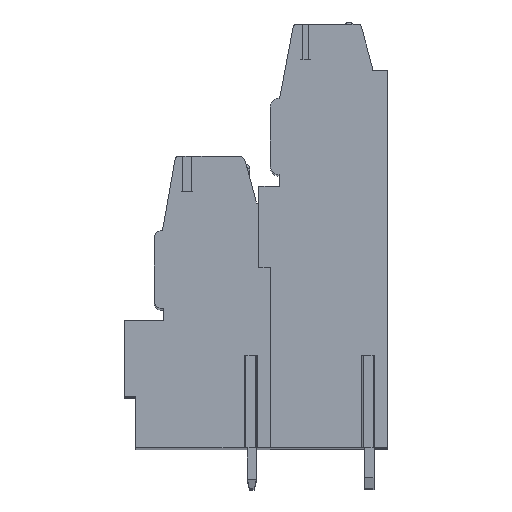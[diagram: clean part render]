
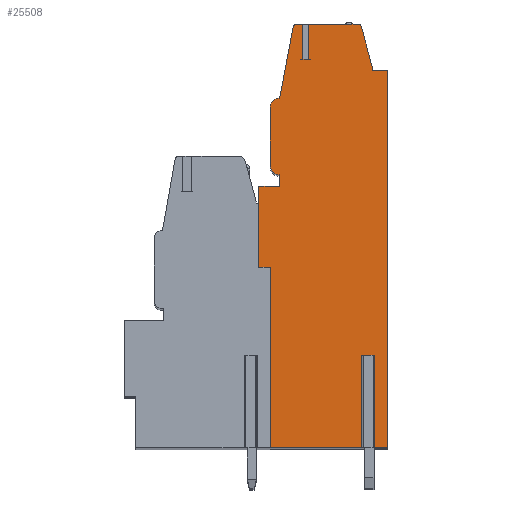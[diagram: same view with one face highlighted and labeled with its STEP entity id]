
A CAD part, top view. The second image highlights one B-rep face of the part: STEP entity #25508.
In plain terms, the highlighted planar face has unit normal (0, 0, 1).
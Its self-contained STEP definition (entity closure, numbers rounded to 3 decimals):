
#13=DIRECTION('',(0.,1.,0.));
#14=VECTOR('',#13,15.6);
#15=CARTESIAN_POINT('',(1.,-19.1,88.9));
#16=LINE('',#15,#14);
#17=DIRECTION('',(1.,0.,0.));
#18=VECTOR('',#17,1.);
#19=CARTESIAN_POINT('',(0.,-3.5,88.9));
#20=LINE('',#19,#18);
#21=DIRECTION('',(-1.,0.,0.));
#22=VECTOR('',#21,1.8);
#23=CARTESIAN_POINT('',(1.8,3.5,88.9));
#24=LINE('',#23,#22);
#25=DIRECTION('',(0.,-1.,0.));
#26=VECTOR('',#25,1.);
#27=CARTESIAN_POINT('',(1.8,4.5,88.9));
#28=LINE('',#27,#26);
#29=CARTESIAN_POINT('',(1.8,5.3,88.9));
#30=DIRECTION('',(0.,0.,1.));
#31=DIRECTION('',(-1.,0.,0.));
#32=AXIS2_PLACEMENT_3D('',#29,#30,#31);
#34=DIRECTION('',(0.,-1.,0.));
#35=VECTOR('',#34,5.);
#36=CARTESIAN_POINT('',(1.,10.3,88.9));
#37=LINE('',#36,#35);
#38=CARTESIAN_POINT('',(1.8,10.3,88.9));
#39=DIRECTION('',(0.,0.,1.));
#40=DIRECTION('',(0.,1.,0.));
#41=AXIS2_PLACEMENT_3D('',#38,#39,#40);
#43=DIRECTION('',(-0.186,-0.983,0.));
#44=VECTOR('',#43,6.265);
#45=CARTESIAN_POINT('',(2.964,17.256,88.9));
#46=LINE('',#45,#44);
#47=CARTESIAN_POINT('',(3.259,17.2,88.9));
#48=DIRECTION('',(0.,0.,1.));
#49=DIRECTION('',(0.,1.,0.));
#50=AXIS2_PLACEMENT_3D('',#47,#48,#49);
#52=DIRECTION('',(-1.,0.,0.));
#53=VECTOR('',#52,0.551);
#54=CARTESIAN_POINT('',(3.81,17.5,88.9));
#55=LINE('',#54,#53);
#56=DIRECTION('',(0.,-1.,0.));
#57=VECTOR('',#56,3.05);
#58=CARTESIAN_POINT('',(3.81,17.5,88.9));
#59=LINE('',#58,#57);
#60=DIRECTION('',(1.,0.,0.));
#61=VECTOR('',#60,0.5);
#62=CARTESIAN_POINT('',(3.81,14.45,88.9));
#63=LINE('',#62,#61);
#64=DIRECTION('',(0.,-1.,0.));
#65=VECTOR('',#64,3.05);
#66=CARTESIAN_POINT('',(4.31,17.5,88.9));
#67=LINE('',#66,#65);
#68=DIRECTION('',(-1.,0.,0.));
#69=VECTOR('',#68,4.27);
#70=CARTESIAN_POINT('',(8.58,17.5,88.9));
#71=LINE('',#70,#69);
#72=CARTESIAN_POINT('',(8.58,17.2,88.9));
#73=DIRECTION('',(0.,0.,1.));
#74=DIRECTION('',(0.965,0.261,0.));
#75=AXIS2_PLACEMENT_3D('',#72,#73,#74);
#77=DIRECTION('',(-0.261,0.965,0.));
#78=VECTOR('',#77,3.539);
#79=CARTESIAN_POINT('',(9.792,13.861,88.9));
#80=LINE('',#79,#78);
#81=DIRECTION('',(-0.035,0.999,0.));
#82=VECTOR('',#81,0.361);
#83=CARTESIAN_POINT('',(9.805,13.5,88.9));
#84=LINE('',#83,#82);
#85=DIRECTION('',(-1.,0.,0.));
#86=VECTOR('',#85,1.355);
#87=CARTESIAN_POINT('',(11.16,13.5,88.9));
#88=LINE('',#87,#86);
#89=DIRECTION('',(0.,1.,0.));
#90=VECTOR('',#89,32.6);
#91=CARTESIAN_POINT('',(11.16,-19.1,88.9));
#92=LINE('',#91,#90);
#93=DIRECTION('',(1.,0.,0.));
#94=VECTOR('',#93,1.39);
#95=CARTESIAN_POINT('',(9.77,-19.1,88.9));
#96=LINE('',#95,#94);
#97=DIRECTION('',(0.,1.,0.));
#98=VECTOR('',#97,8.);
#99=CARTESIAN_POINT('',(9.77,-19.1,88.9));
#100=LINE('',#99,#98);
#101=DIRECTION('',(-1.,0.,0.));
#102=VECTOR('',#101,0.62);
#103=CARTESIAN_POINT('',(9.77,-11.1,88.9));
#104=LINE('',#103,#102);
#105=DIRECTION('',(0.,1.,0.));
#106=VECTOR('',#105,8.);
#107=CARTESIAN_POINT('',(9.15,-19.1,88.9));
#108=LINE('',#107,#106);
#109=DIRECTION('',(1.,0.,0.));
#110=VECTOR('',#109,8.15);
#111=CARTESIAN_POINT('',(1.,-19.1,88.9));
#112=LINE('',#111,#110);
#281=DIRECTION('',(0.,-1.,0.));
#282=VECTOR('',#281,7.);
#283=CARTESIAN_POINT('',(0.,3.5,88.9));
#284=LINE('',#283,#282);
#20039=CARTESIAN_POINT('',(11.16,-19.1,88.9));
#20040=CARTESIAN_POINT('',(11.16,13.5,88.9));
#20041=VERTEX_POINT('',#20039);
#20042=VERTEX_POINT('',#20040);
#20043=CARTESIAN_POINT('',(9.805,13.5,88.9));
#20044=VERTEX_POINT('',#20043);
#20045=CARTESIAN_POINT('',(9.792,13.861,88.9));
#20046=VERTEX_POINT('',#20045);
#20047=CARTESIAN_POINT('',(8.87,17.278,88.9));
#20048=VERTEX_POINT('',#20047);
#20049=CARTESIAN_POINT('',(8.58,17.5,88.9));
#20050=VERTEX_POINT('',#20049);
#20051=CARTESIAN_POINT('',(3.259,17.5,88.9));
#20052=CARTESIAN_POINT('',(2.964,17.256,88.9));
#20053=VERTEX_POINT('',#20051);
#20054=VERTEX_POINT('',#20052);
#20055=CARTESIAN_POINT('',(1.8,11.1,88.9));
#20056=VERTEX_POINT('',#20055);
#20057=CARTESIAN_POINT('',(1.,10.3,88.9));
#20058=VERTEX_POINT('',#20057);
#20059=CARTESIAN_POINT('',(1.,5.3,88.9));
#20060=VERTEX_POINT('',#20059);
#20061=CARTESIAN_POINT('',(1.8,4.5,88.9));
#20062=VERTEX_POINT('',#20061);
#20063=CARTESIAN_POINT('',(1.8,3.5,88.9));
#20064=VERTEX_POINT('',#20063);
#20065=CARTESIAN_POINT('',(0.,3.5,88.9));
#20066=VERTEX_POINT('',#20065);
#20151=CARTESIAN_POINT('',(9.77,-11.1,88.9));
#20152=CARTESIAN_POINT('',(9.15,-11.1,88.9));
#20153=VERTEX_POINT('',#20151);
#20154=VERTEX_POINT('',#20152);
#20155=CARTESIAN_POINT('',(9.77,-19.1,88.9));
#20156=VERTEX_POINT('',#20155);
#20157=CARTESIAN_POINT('',(9.15,-19.1,88.9));
#20158=VERTEX_POINT('',#20157);
#20159=CARTESIAN_POINT('',(1.,-19.1,88.9));
#20160=VERTEX_POINT('',#20159);
#20197=CARTESIAN_POINT('',(3.81,14.45,88.9));
#20198=CARTESIAN_POINT('',(4.31,14.45,88.9));
#20199=VERTEX_POINT('',#20197);
#20200=VERTEX_POINT('',#20198);
#20201=CARTESIAN_POINT('',(3.81,17.5,88.9));
#20202=VERTEX_POINT('',#20201);
#20207=CARTESIAN_POINT('',(4.31,17.5,88.9));
#20208=VERTEX_POINT('',#20207);
#25057=CARTESIAN_POINT('',(1.,-3.5,88.9));
#25058=VERTEX_POINT('',#25057);
#25059=CARTESIAN_POINT('',(0.,-3.5,88.9));
#25060=VERTEX_POINT('',#25059);
#25451=CARTESIAN_POINT('',(0.,0.,88.9));
#25452=DIRECTION('',(0.,0.,1.));
#25453=DIRECTION('',(1.,0.,0.));
#25454=AXIS2_PLACEMENT_3D('',#25451,#25452,#25453);
#25455=PLANE('',#25454);
#25457=ORIENTED_EDGE('',*,*,#25456,.T.);
#25459=ORIENTED_EDGE('',*,*,#25458,.F.);
#25461=ORIENTED_EDGE('',*,*,#25460,.F.);
#25463=ORIENTED_EDGE('',*,*,#25462,.F.);
#25465=ORIENTED_EDGE('',*,*,#25464,.F.);
#25467=ORIENTED_EDGE('',*,*,#25466,.F.);
#25469=ORIENTED_EDGE('',*,*,#25468,.F.);
#25471=ORIENTED_EDGE('',*,*,#25470,.F.);
#25473=ORIENTED_EDGE('',*,*,#25472,.F.);
#25475=ORIENTED_EDGE('',*,*,#25474,.F.);
#25477=ORIENTED_EDGE('',*,*,#25476,.F.);
#25479=ORIENTED_EDGE('',*,*,#25478,.T.);
#25481=ORIENTED_EDGE('',*,*,#25480,.T.);
#25483=ORIENTED_EDGE('',*,*,#25482,.F.);
#25485=ORIENTED_EDGE('',*,*,#25484,.F.);
#25487=ORIENTED_EDGE('',*,*,#25486,.F.);
#25489=ORIENTED_EDGE('',*,*,#25488,.F.);
#25491=ORIENTED_EDGE('',*,*,#25490,.F.);
#25493=ORIENTED_EDGE('',*,*,#25492,.F.);
#25495=ORIENTED_EDGE('',*,*,#25494,.F.);
#25497=ORIENTED_EDGE('',*,*,#25496,.F.);
#25499=ORIENTED_EDGE('',*,*,#25498,.T.);
#25501=ORIENTED_EDGE('',*,*,#25500,.T.);
#25503=ORIENTED_EDGE('',*,*,#25502,.F.);
#25505=ORIENTED_EDGE('',*,*,#25504,.F.);
#25506=EDGE_LOOP('',(#25457,#25459,#25461,#25463,#25465,#25467,#25469,#25471,
#25473,#25475,#25477,#25479,#25481,#25483,#25485,#25487,#25489,#25491,#25493,
#25495,#25497,#25499,#25501,#25503,#25505));
#25507=FACE_OUTER_BOUND('',#25506,.F.);
#33=CIRCLE('',#32,0.8);
#42=CIRCLE('',#41,0.8);
#51=CIRCLE('',#50,0.3);
#76=CIRCLE('',#75,0.3);
#25456=EDGE_CURVE('',#20160,#25058,#16,.T.);
#25458=EDGE_CURVE('',#25060,#25058,#20,.T.);
#25460=EDGE_CURVE('',#20066,#25060,#284,.T.);
#25462=EDGE_CURVE('',#20064,#20066,#24,.T.);
#25464=EDGE_CURVE('',#20062,#20064,#28,.T.);
#25466=EDGE_CURVE('',#20060,#20062,#33,.T.);
#25468=EDGE_CURVE('',#20058,#20060,#37,.T.);
#25470=EDGE_CURVE('',#20056,#20058,#42,.T.);
#25472=EDGE_CURVE('',#20054,#20056,#46,.T.);
#25474=EDGE_CURVE('',#20053,#20054,#51,.T.);
#25476=EDGE_CURVE('',#20202,#20053,#55,.T.);
#25478=EDGE_CURVE('',#20202,#20199,#59,.T.);
#25480=EDGE_CURVE('',#20199,#20200,#63,.T.);
#25482=EDGE_CURVE('',#20208,#20200,#67,.T.);
#25484=EDGE_CURVE('',#20050,#20208,#71,.T.);
#25486=EDGE_CURVE('',#20048,#20050,#76,.T.);
#25488=EDGE_CURVE('',#20046,#20048,#80,.T.);
#25490=EDGE_CURVE('',#20044,#20046,#84,.T.);
#25492=EDGE_CURVE('',#20042,#20044,#88,.T.);
#25494=EDGE_CURVE('',#20041,#20042,#92,.T.);
#25496=EDGE_CURVE('',#20156,#20041,#96,.T.);
#25498=EDGE_CURVE('',#20156,#20153,#100,.T.);
#25500=EDGE_CURVE('',#20153,#20154,#104,.T.);
#25502=EDGE_CURVE('',#20158,#20154,#108,.T.);
#25504=EDGE_CURVE('',#20160,#20158,#112,.T.);
#25508=ADVANCED_FACE('',(#25507),#25455,.T.);
